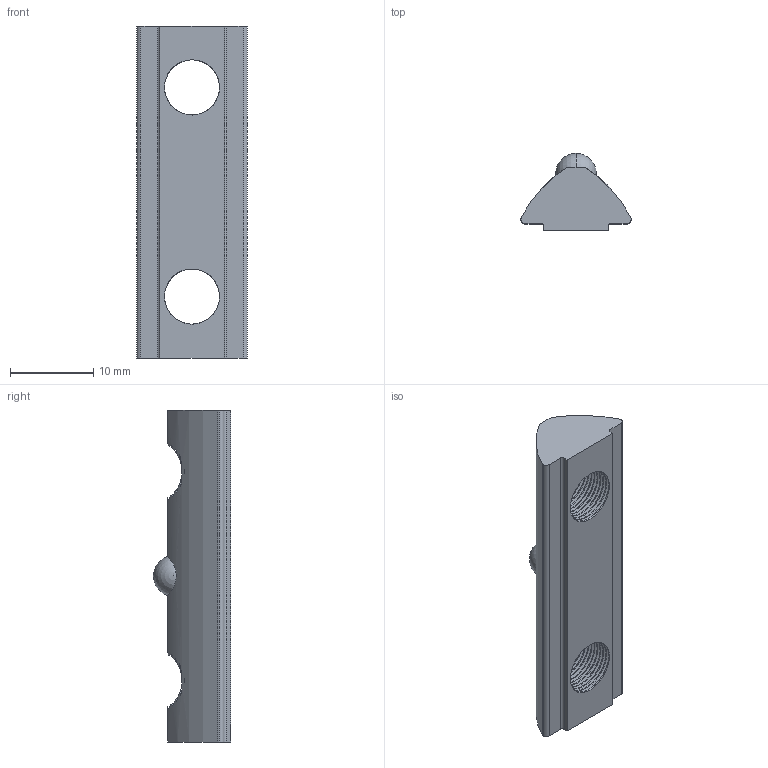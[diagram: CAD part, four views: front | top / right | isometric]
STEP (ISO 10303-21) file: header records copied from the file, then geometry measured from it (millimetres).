
FILE_DESCRIPTION (( 'STEP AP203' ), '1' );
FILE_NAME ('AL-2A17.C41A. 01 Ñóõàðü ïàçîâûé ñ ôèêñàòîðîì ïàç 8, 40 ìì, Ì8.STEP', '2024-07-17T07:05:45', ( '' ), ( '' ), 'SwSTEP 2.0', 'SolidWorks 2021', '' );
FILE_SCHEMA (( 'CONFIG_CONTROL_DESIGN' ));
Products named in the file (1): AL-2A17.C41A. 01 Ñóõàðü ïàçîâûé ñ ôèêñàòîðîì ïàç 8, 40 ìì, Ì8
Bounding box: 13.3 x 9.3 x 40 mm (x, y, z)
Volume: 2170.6 mm3; surface area: 1966.8 mm2
Topology: 2 solids, 2 shells, 135 faces, 402 edges, 267 vertices
Faces by surface type: cylinder 73, bspline 46, plane 14, sphere 2
Entity records: 26962 total; most frequent: CARTESIAN_POINT 24099, ORIENTED_EDGE 794, EDGE_CURVE 397, DIRECTION 323, VERTEX_POINT 264, B_SPLINE_CURVE_WITH_KNOTS 188, EDGE_LOOP 137, ADVANCED_FACE 135
